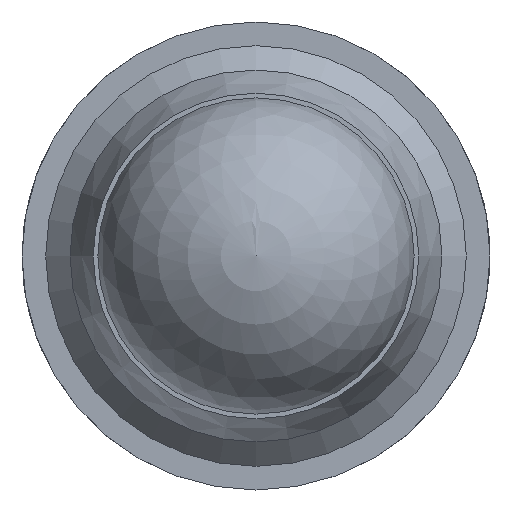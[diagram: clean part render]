
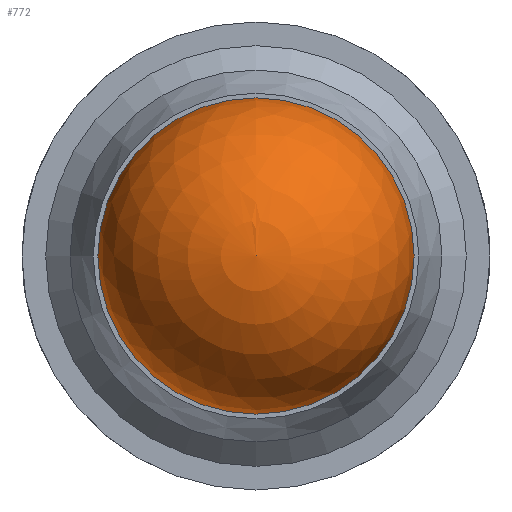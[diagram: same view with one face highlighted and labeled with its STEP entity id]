
A CAD part, front view. The second image highlights one B-rep face of the part: STEP entity #772.
In plain terms, the highlighted spherical face has radius 12.5 mm.
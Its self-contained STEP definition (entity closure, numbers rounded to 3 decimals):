
#152=FACE_OUTER_BOUND('',#201,.T.);
#201=EDGE_LOOP('',(#506,#507,#508,#509));
#265=CIRCLE('',#842,12.5);
#266=CIRCLE('',#843,12.5);
#267=CIRCLE('',#844,12.5);
#328=VERTEX_POINT('',#1216);
#329=VERTEX_POINT('',#1217);
#330=VERTEX_POINT('',#1219);
#401=EDGE_CURVE('',#328,#329,#265,.T.);
#402=EDGE_CURVE('',#329,#330,#266,.T.);
#403=EDGE_CURVE('',#329,#328,#267,.T.);
#506=ORIENTED_EDGE('',*,*,#401,.T.);
#507=ORIENTED_EDGE('',*,*,#402,.T.);
#508=ORIENTED_EDGE('',*,*,#402,.F.);
#509=ORIENTED_EDGE('',*,*,#403,.T.);
#716=SPHERICAL_SURFACE('',#841,12.5);
#772=ADVANCED_FACE('',(#152),#716,.T.);
#841=AXIS2_PLACEMENT_3D('',#1215,#954,#955);
#842=AXIS2_PLACEMENT_3D('',#1218,#956,#957);
#843=AXIS2_PLACEMENT_3D('',#1220,#958,#959);
#844=AXIS2_PLACEMENT_3D('',#1221,#960,#961);
#954=DIRECTION('center_axis',(0.,1.,0.));
#955=DIRECTION('ref_axis',(0.,0.,-1.));
#956=DIRECTION('center_axis',(0.,-1.,0.));
#957=DIRECTION('ref_axis',(1.,0.,0.));
#958=DIRECTION('center_axis',(1.,0.,0.));
#959=DIRECTION('ref_axis',(0.,0.,1.));
#960=DIRECTION('center_axis',(0.,-1.,0.));
#961=DIRECTION('ref_axis',(1.,0.,0.));
#1215=CARTESIAN_POINT('Origin',(0.,12.5,0.));
#1216=CARTESIAN_POINT('',(-12.5,12.5,0.));
#1217=CARTESIAN_POINT('',(0.,12.5,12.5));
#1218=CARTESIAN_POINT('Origin',(0.,12.5,0.));
#1219=CARTESIAN_POINT('',(0.,0.,0.));
#1220=CARTESIAN_POINT('Origin',(0.,12.5,0.));
#1221=CARTESIAN_POINT('Origin',(0.,12.5,0.));
